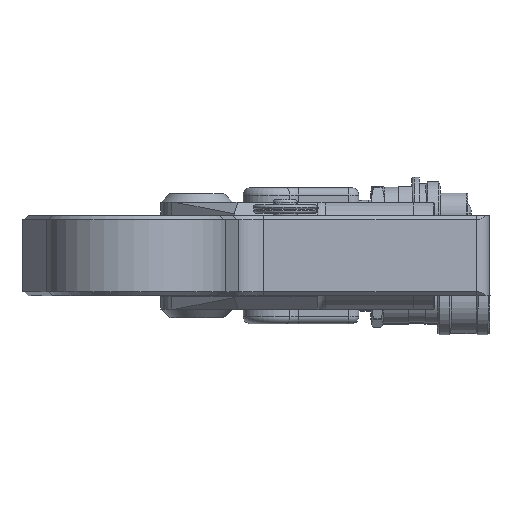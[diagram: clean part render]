
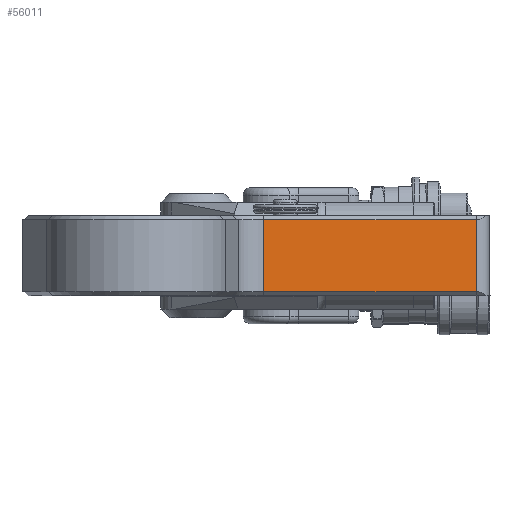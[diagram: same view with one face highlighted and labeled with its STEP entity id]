
A CAD part, front view. The second image highlights one B-rep face of the part: STEP entity #56011.
In plain terms, the highlighted planar face has unit normal (0.113, -0.994, 0).
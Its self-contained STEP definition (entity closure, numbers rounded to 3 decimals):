
#1661 = EDGE_LOOP ( 'NONE', ( #43790, #49769, #62587, #21799 ) ) ;
#1921 = DIRECTION ( 'NONE',  ( -0.994, -0.113, 0. ) ) ;
#6730 = VERTEX_POINT ( 'NONE', #11600 ) ;
#11278 = LINE ( 'NONE', #39914, #14004 ) ;
#11600 = CARTESIAN_POINT ( 'NONE',  ( 50.176, 18.537, 14.288 ) ) ;
#12276 = VERTEX_POINT ( 'NONE', #17263 ) ;
#13243 = DIRECTION ( 'NONE',  ( -0.113, 0.994, 0. ) ) ;
#13487 = PLANE ( 'NONE',  #17168 ) ;
#13553 = CARTESIAN_POINT ( 'NONE',  ( 50.176, 18.537, 15.875 ) ) ;
#14004 = VECTOR ( 'NONE', #1921, 1000. ) ;
#15155 = EDGE_CURVE ( 'NONE', #12276, #28919, #11278, .T. ) ;
#15670 = EDGE_CURVE ( 'NONE', #6730, #28919, #55613, .T. ) ;
#16281 = VECTOR ( 'NONE', #58352, 1000. ) ;
#17168 = AXIS2_PLACEMENT_3D ( 'NONE', #35759, #13243, #30778 ) ;
#17263 = CARTESIAN_POINT ( 'NONE',  ( 134.358, 28.12, -14.288 ) ) ;
#21799 = ORIENTED_EDGE ( 'NONE', *, *, #15155, .F. ) ;
#28919 = VERTEX_POINT ( 'NONE', #41727 ) ;
#29062 = DIRECTION ( 'NONE',  ( 0., 0., -1. ) ) ;
#30778 = DIRECTION ( 'NONE',  ( -0.994, -0.113, 0. ) ) ;
#31321 = LINE ( 'NONE', #61844, #16281 ) ;
#34008 = CARTESIAN_POINT ( 'NONE',  ( 134.358, 28.12, 15.875 ) ) ;
#35759 = CARTESIAN_POINT ( 'NONE',  ( 50.176, 18.537, 15.875 ) ) ;
#39914 = CARTESIAN_POINT ( 'NONE',  ( 134.358, 28.12, -14.288 ) ) ;
#41727 = CARTESIAN_POINT ( 'NONE',  ( 50.176, 18.537, -14.288 ) ) ;
#43790 = ORIENTED_EDGE ( 'NONE', *, *, #50658, .F. ) ;
#49769 = ORIENTED_EDGE ( 'NONE', *, *, #59262, .F. ) ;
#50658 = EDGE_CURVE ( 'NONE', #63655, #12276, #52336, .T. ) ;
#52336 = LINE ( 'NONE', #34008, #65644 ) ;
#55613 = LINE ( 'NONE', #13553, #63597 ) ;
#56011 = ADVANCED_FACE ( 'NONE', ( #68852 ), #13487, .F. ) ;
#58352 = DIRECTION ( 'NONE',  ( 0.994, 0.113, 0. ) ) ;
#59262 = EDGE_CURVE ( 'NONE', #6730, #63655, #31321, .T. ) ;
#61844 = CARTESIAN_POINT ( 'NONE',  ( 50.176, 18.537, 14.288 ) ) ;
#62587 = ORIENTED_EDGE ( 'NONE', *, *, #15670, .T. ) ;
#63597 = VECTOR ( 'NONE', #70336, 1000. ) ;
#63655 = VERTEX_POINT ( 'NONE', #71208 ) ;
#65644 = VECTOR ( 'NONE', #29062, 1000. ) ;
#68852 = FACE_OUTER_BOUND ( 'NONE', #1661, .T. ) ;
#70336 = DIRECTION ( 'NONE',  ( 0., 0., -1. ) ) ;
#71208 = CARTESIAN_POINT ( 'NONE',  ( 134.358, 28.12, 14.288 ) ) ;
